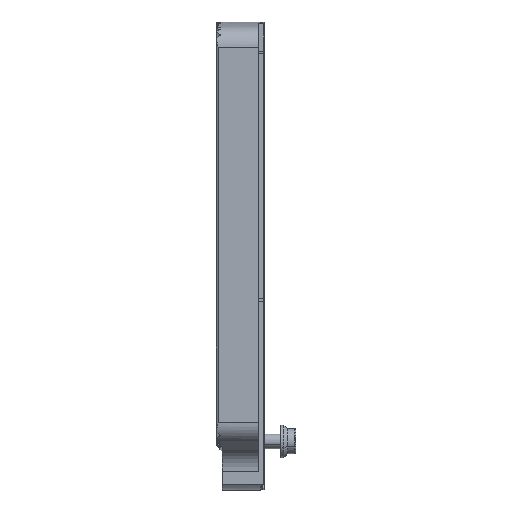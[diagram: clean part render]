
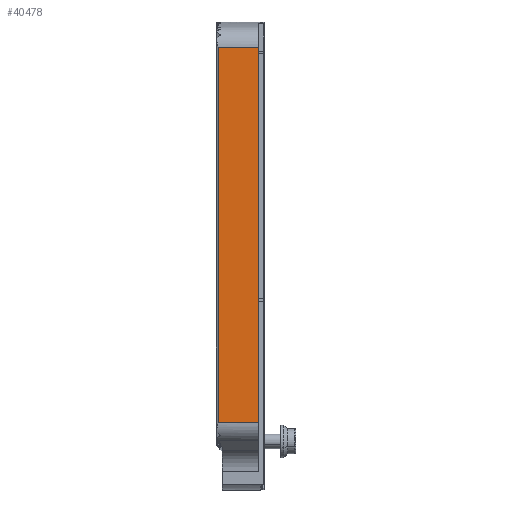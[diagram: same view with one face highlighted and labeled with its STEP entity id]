
A CAD part, front view. The second image highlights one B-rep face of the part: STEP entity #40478.
In plain terms, the highlighted planar face has unit normal (0, -1, 0).
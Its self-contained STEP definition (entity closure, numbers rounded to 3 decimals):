
#822 = DIRECTION ( 'NONE',  ( 1., 0., 0. ) ) ;
#971 = VECTOR ( 'NONE', #26229, 1000. ) ;
#5885 = VECTOR ( 'NONE', #34756, 1000. ) ;
#6578 = ORIENTED_EDGE ( 'NONE', *, *, #16632, .F. ) ;
#10977 = EDGE_CURVE ( 'NONE', #36285, #25840, #14926, .T. ) ;
#11362 = ORIENTED_EDGE ( 'NONE', *, *, #10977, .T. ) ;
#11381 = CARTESIAN_POINT ( 'NONE',  ( -15.58, -22.5, 149.358 ) ) ;
#14926 = LINE ( 'NONE', #38551, #34166 ) ;
#15951 = DIRECTION ( 'NONE',  ( -1., 0., 0. ) ) ;
#16632 = EDGE_CURVE ( 'NONE', #20765, #29891, #22088, .T. ) ;
#18238 = LINE ( 'NONE', #34114, #5885 ) ;
#18543 = EDGE_CURVE ( 'NONE', #36285, #20765, #23117, .T. ) ;
#19714 = CARTESIAN_POINT ( 'NONE',  ( 0.58, -22.5, 162. ) ) ;
#20765 = VERTEX_POINT ( 'NONE', #32138 ) ;
#21172 = DIRECTION ( 'NONE',  ( 0., 0., 1. ) ) ;
#22088 = LINE ( 'NONE', #11381, #971 ) ;
#23117 = LINE ( 'NONE', #24462, #35898 ) ;
#24462 = CARTESIAN_POINT ( 'NONE',  ( -15., -22.5, 162. ) ) ;
#25285 = EDGE_CURVE ( 'NONE', #29891, #25840, #18238, .T. ) ;
#25840 = VERTEX_POINT ( 'NONE', #35158 ) ;
#26229 = DIRECTION ( 'NONE',  ( 1., 0., 0. ) ) ;
#28951 = CARTESIAN_POINT ( 'NONE',  ( -15., -22.5, 22.662 ) ) ;
#29891 = VERTEX_POINT ( 'NONE', #36675 ) ;
#30798 = PLANE ( 'NONE',  #47476 ) ;
#30943 = DIRECTION ( 'NONE',  ( 0., 1., 0. ) ) ;
#32138 = CARTESIAN_POINT ( 'NONE',  ( -15., -22.5, 149.358 ) ) ;
#34114 = CARTESIAN_POINT ( 'NONE',  ( -1.42, -22.5, 0. ) ) ;
#34166 = VECTOR ( 'NONE', #822, 1000. ) ;
#34756 = DIRECTION ( 'NONE',  ( 0., 0., -1. ) ) ;
#35158 = CARTESIAN_POINT ( 'NONE',  ( -1.42, -22.5, 22.662 ) ) ;
#35898 = VECTOR ( 'NONE', #21172, 1000. ) ;
#36285 = VERTEX_POINT ( 'NONE', #28951 ) ;
#36505 = EDGE_LOOP ( 'NONE', ( #48069, #11362, #44633, #6578 ) ) ;
#36675 = CARTESIAN_POINT ( 'NONE',  ( -1.42, -22.5, 149.358 ) ) ;
#38551 = CARTESIAN_POINT ( 'NONE',  ( -15.58, -22.5, 22.662 ) ) ;
#40478 = ADVANCED_FACE ( 'NONE', ( #43911 ), #30798, .F. ) ;
#43911 = FACE_OUTER_BOUND ( 'NONE', #36505, .T. ) ;
#44633 = ORIENTED_EDGE ( 'NONE', *, *, #25285, .F. ) ;
#47476 = AXIS2_PLACEMENT_3D ( 'NONE', #19714, #30943, #15951 ) ;
#48069 = ORIENTED_EDGE ( 'NONE', *, *, #18543, .F. ) ;
